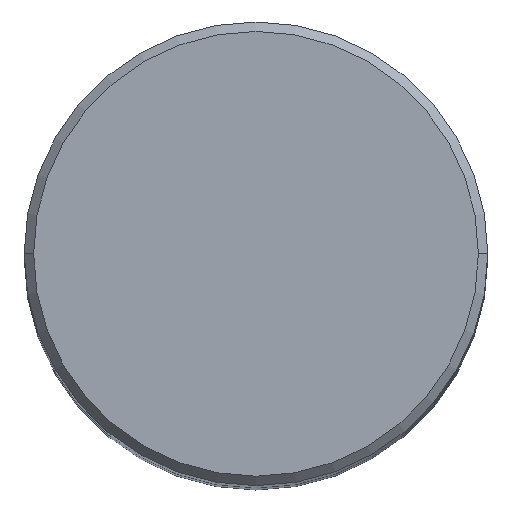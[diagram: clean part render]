
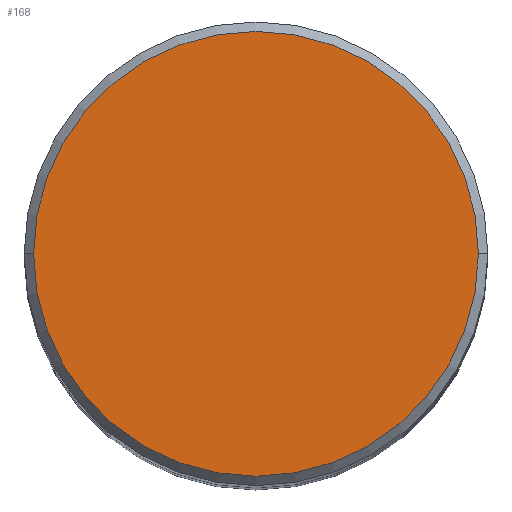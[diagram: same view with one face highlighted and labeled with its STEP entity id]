
A CAD part, top view. The second image highlights one B-rep face of the part: STEP entity #168.
In plain terms, the highlighted planar face has unit normal (0, 0, 1).
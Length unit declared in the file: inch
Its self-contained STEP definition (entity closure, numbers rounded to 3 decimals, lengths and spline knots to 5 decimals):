
#13 = VERTEX_POINT ( 'NONE', #166 ) ;
#49 = DIRECTION ( 'NONE',  ( -1., 0., 0. ) ) ;
#60 = DIRECTION ( 'NONE',  ( 1., 0., 0. ) ) ;
#65 = ORIENTED_EDGE ( 'NONE', *, *, #158, .T. ) ;
#75 = AXIS2_PLACEMENT_3D ( 'NONE', #295, #326, #124 ) ;
#86 = AXIS2_PLACEMENT_3D ( 'NONE', #175, #267, #60 ) ;
#98 = CARTESIAN_POINT ( 'NONE',  ( 0., 0.47215, 0. ) ) ;
#99 = DIRECTION ( 'NONE',  ( 0., 0., -1. ) ) ;
#101 = CIRCLE ( 'NONE', #86, 0.47215 ) ;
#124 = DIRECTION ( 'NONE',  ( 1., 0., 0. ) ) ;
#146 = EDGE_LOOP ( 'NONE', ( #65, #328 ) ) ;
#151 = VERTEX_POINT ( 'NONE', #178 ) ;
#158 = EDGE_CURVE ( 'NONE', #151, #13, #356, .T. ) ;
#166 = CARTESIAN_POINT ( 'NONE',  ( 0.47215, 0., 0. ) ) ;
#168 = ADVANCED_FACE ( 'NONE', ( #174 ), #287, .F. ) ;
#174 = FACE_OUTER_BOUND ( 'NONE', #146, .T. ) ;
#175 = CARTESIAN_POINT ( 'NONE',  ( 0., 0., 0. ) ) ;
#178 = CARTESIAN_POINT ( 'NONE',  ( -0.47215, 0., 0. ) ) ;
#205 = AXIS2_PLACEMENT_3D ( 'NONE', #98, #99, #49 ) ;
#267 = DIRECTION ( 'NONE',  ( 0., 0., 1. ) ) ;
#287 = PLANE ( 'NONE',  #205 ) ;
#295 = CARTESIAN_POINT ( 'NONE',  ( 0., 0., 0. ) ) ;
#313 = EDGE_CURVE ( 'NONE', #13, #151, #101, .T. ) ;
#326 = DIRECTION ( 'NONE',  ( 0., 0., 1. ) ) ;
#328 = ORIENTED_EDGE ( 'NONE', *, *, #313, .T. ) ;
#356 = CIRCLE ( 'NONE', #75, 0.47215 ) ;
